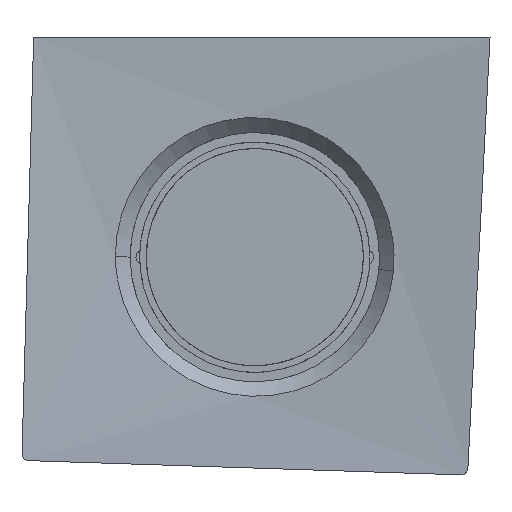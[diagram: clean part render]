
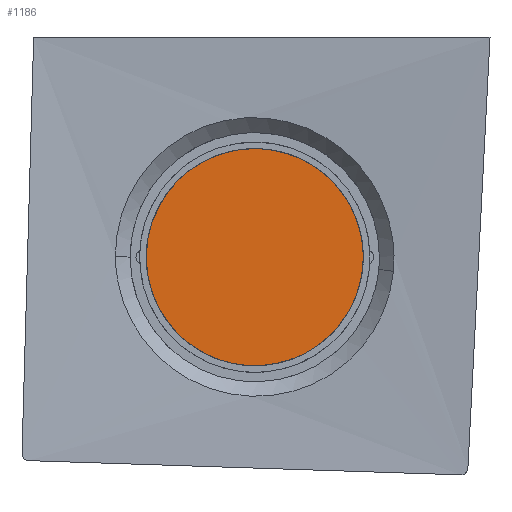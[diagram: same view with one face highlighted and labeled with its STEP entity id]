
A CAD part, top view. The second image highlights one B-rep face of the part: STEP entity #1186.
In plain terms, the highlighted free-form (B-spline) face has degree [1, 1] with [2, 2] control points.
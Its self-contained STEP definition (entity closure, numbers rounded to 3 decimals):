
#1186=ADVANCED_FACE('',(#1391),#6537,.T.);
#1391=FACE_OUTER_BOUND('',#1596,.T.);
#1596=EDGE_LOOP('',(#1857));
#1857=ORIENTED_EDGE('',*,*,#5171,.T.);
#2803=PCURVE('',#6537,#3749);
#3749=DEFINITIONAL_REPRESENTATION('',(#5648),#14605);
#4695=SURFACE_CURVE('',#5647,(#2803),.PCURVE_S1.);
#5171=EDGE_CURVE('',#6222,#6222,#4695,.T.);
#5647=(
BOUNDED_CURVE()
B_SPLINE_CURVE(2,(#6651,#6652,#6653,#6654,#6655,#6656,#6657,#6658,#6659),
 .UNSPECIFIED.,.T.,.F.)
B_SPLINE_CURVE_WITH_KNOTS((3,2,2,2,3),(0.,74.,148.,222.,296.),
 .UNSPECIFIED.)
CURVE()
GEOMETRIC_REPRESENTATION_ITEM()
RATIONAL_B_SPLINE_CURVE((1.,0.707,1.,0.707,1.,0.707,
1.,0.707,1.))
REPRESENTATION_ITEM('')
);
#5648=(
BOUNDED_CURVE()
B_SPLINE_CURVE(2,(#6660,#6661,#6662,#6663,#6664,#6665,#6666,#6667,#6668),
 .UNSPECIFIED.,.T.,.F.)
B_SPLINE_CURVE_WITH_KNOTS((3,2,2,2,3),(0.,74.,148.,222.,296.),
 .UNSPECIFIED.)
CURVE()
GEOMETRIC_REPRESENTATION_ITEM()
RATIONAL_B_SPLINE_CURVE((1.,0.707,1.,0.707,1.,0.707,
1.,0.707,1.))
REPRESENTATION_ITEM('')
);
#6222=VERTEX_POINT('',#6650);
#6537=B_SPLINE_SURFACE_WITH_KNOTS('',1,1,((#6646,#6647),(#6648,#6649)),
 .UNSPECIFIED.,.F.,.F.,.F.,(2,2),(2,2),(-46.25,46.25),(-46.25,46.25),
 .UNSPECIFIED.);
#6646=CARTESIAN_POINT('',(46.248,46.25,38.5));
#6647=CARTESIAN_POINT('',(46.248,-46.25,38.5));
#6648=CARTESIAN_POINT('',(-46.252,46.25,38.5));
#6649=CARTESIAN_POINT('',(-46.252,-46.25,38.5));
#6650=CARTESIAN_POINT('',(-37.002,0.,38.5));
#6651=CARTESIAN_POINT('',(-37.002,0.,38.5));
#6652=CARTESIAN_POINT('',(-37.002,-37.,38.5));
#6653=CARTESIAN_POINT('',(-0.002,-37.,38.5));
#6654=CARTESIAN_POINT('',(36.998,-37.,38.5));
#6655=CARTESIAN_POINT('',(36.998,0.,38.5));
#6656=CARTESIAN_POINT('',(36.998,37.,38.5));
#6657=CARTESIAN_POINT('',(-0.002,37.,38.5));
#6658=CARTESIAN_POINT('',(-37.002,37.,38.5));
#6659=CARTESIAN_POINT('',(-37.002,0.,38.5));
#6660=CARTESIAN_POINT('',(37.,0.));
#6661=CARTESIAN_POINT('',(37.,37.));
#6662=CARTESIAN_POINT('',(0.,37.));
#6663=CARTESIAN_POINT('',(-37.,37.));
#6664=CARTESIAN_POINT('',(-37.,0.));
#6665=CARTESIAN_POINT('',(-37.,-37.));
#6666=CARTESIAN_POINT('',(0.,-37.));
#6667=CARTESIAN_POINT('',(37.,-37.));
#6668=CARTESIAN_POINT('',(37.,0.));
#14605=(
GEOMETRIC_REPRESENTATION_CONTEXT(2)
PARAMETRIC_REPRESENTATION_CONTEXT()
REPRESENTATION_CONTEXT('pspace','')
);
